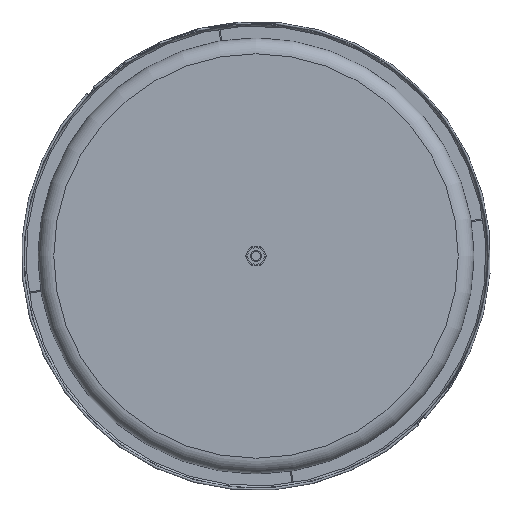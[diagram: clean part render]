
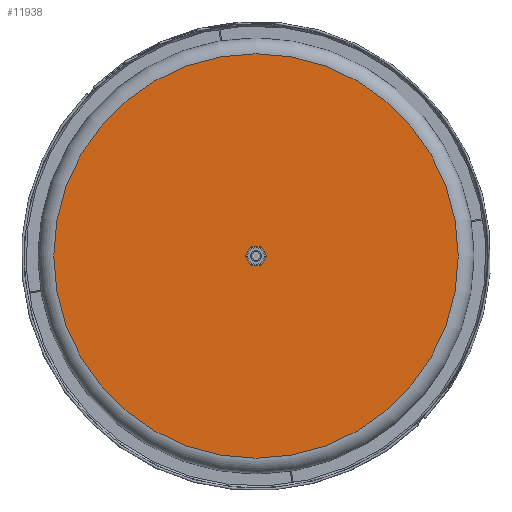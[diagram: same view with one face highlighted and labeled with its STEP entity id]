
A CAD part, front view. The second image highlights one B-rep face of the part: STEP entity #11938.
In plain terms, the highlighted face is planar.
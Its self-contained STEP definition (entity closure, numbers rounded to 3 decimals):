
#11850=CARTESIAN_POINT('',(109.0,0.,40.0));
#11851=VERTEX_POINT('',#11850);
#11852=CARTESIAN_POINT('',(0.0,0.0,40.0));
#11853=DIRECTION('',(0.0,0.0,-1.0));
#11854=DIRECTION('',(-1.0,0.0,0.0));
#11855=AXIS2_PLACEMENT_3D('',#11852,#11853,#11854);
#11856=CIRCLE('',#11855,109.0);
#11857=EDGE_CURVE('',#11851,#11851,#11856,.T.);
#11930=CARTESIAN_POINT('',(0.,0.,40.0));
#11931=DIRECTION('',(0.0,0.0,1.0));
#11932=DIRECTION('',(1.0,0.0,0.0));
#11933=AXIS2_PLACEMENT_3D('',#11930,#11931,#11932);
#11934=PLANE('',#11933);
#11935=ORIENTED_EDGE('',*,*,#11857,.F.);
#11936=EDGE_LOOP('',(#11935));
#11937=FACE_OUTER_BOUND('',#11936,.T.);
#11938=ADVANCED_FACE('',(#11937),#11934,.T.);
